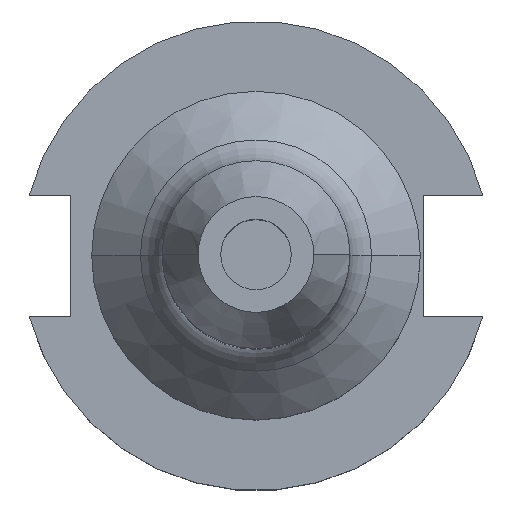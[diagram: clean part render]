
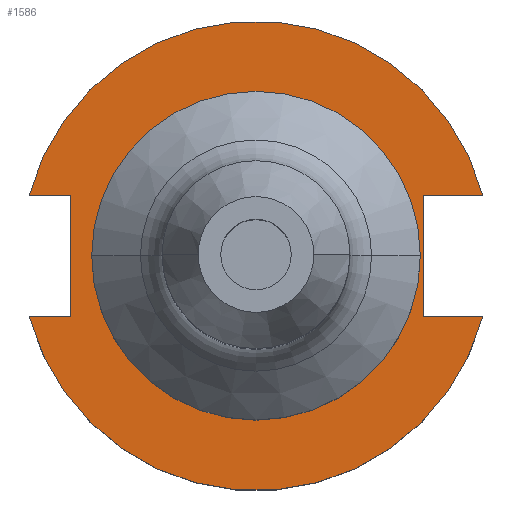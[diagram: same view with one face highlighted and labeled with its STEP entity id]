
A CAD part, top view. The second image highlights one B-rep face of the part: STEP entity #1586.
In plain terms, the highlighted planar face has unit normal (0, 0, 1).
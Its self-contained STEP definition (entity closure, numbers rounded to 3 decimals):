
#15 = CARTESIAN_POINT ( 'NONE',  ( 0., 22.225, 19.05 ) ) ;
#27 = CARTESIAN_POINT ( 'NONE',  ( 30.675, -8.191, 19.05 ) ) ;
#40 = LINE ( 'NONE', #1381, #1357 ) ;
#53 = AXIS2_PLACEMENT_3D ( 'NONE', #120, #739, #1245 ) ;
#79 = CARTESIAN_POINT ( 'NONE',  ( -22.225, 0., 19.05 ) ) ;
#96 = CARTESIAN_POINT ( 'NONE',  ( -30.675, -8.191, 19.05 ) ) ;
#101 = EDGE_CURVE ( 'NONE', #1524, #840, #524, .T. ) ;
#108 = DIRECTION ( 'NONE',  ( 0., -1., 0. ) ) ;
#115 = CARTESIAN_POINT ( 'NONE',  ( 0., 8.191, 19.05 ) ) ;
#116 = CARTESIAN_POINT ( 'NONE',  ( 22.606, 8.191, 19.05 ) ) ;
#120 = CARTESIAN_POINT ( 'NONE',  ( 0., 0., 19.05 ) ) ;
#148 = CARTESIAN_POINT ( 'NONE',  ( 22.606, -8.191, 19.05 ) ) ;
#150 = VECTOR ( 'NONE', #303, 1000. ) ;
#165 = LINE ( 'NONE', #1224, #1419 ) ;
#167 = ORIENTED_EDGE ( 'NONE', *, *, #361, .T. ) ;
#178 = VERTEX_POINT ( 'NONE', #79 ) ;
#204 = ORIENTED_EDGE ( 'NONE', *, *, #1501, .F. ) ;
#208 = CIRCLE ( 'NONE', #1488, 31.75 ) ;
#214 = DIRECTION ( 'NONE',  ( 0., 1., 0. ) ) ;
#251 = CARTESIAN_POINT ( 'NONE',  ( -30.675, 8.191, 19.05 ) ) ;
#252 = DIRECTION ( 'NONE',  ( 1., 0., 0. ) ) ;
#256 = ORIENTED_EDGE ( 'NONE', *, *, #945, .F. ) ;
#270 = ORIENTED_EDGE ( 'NONE', *, *, #1444, .T. ) ;
#303 = DIRECTION ( 'NONE',  ( 1., 0., 0. ) ) ;
#322 = AXIS2_PLACEMENT_3D ( 'NONE', #15, #1033, #1507 ) ;
#361 = EDGE_CURVE ( 'NONE', #1341, #1594, #1217, .T. ) ;
#397 = LINE ( 'NONE', #1508, #1396 ) ;
#429 = CIRCLE ( 'NONE', #53, 22.225 ) ;
#436 = ORIENTED_EDGE ( 'NONE', *, *, #1307, .T. ) ;
#513 = VECTOR ( 'NONE', #252, 1000. ) ;
#516 = EDGE_CURVE ( 'NONE', #537, #1594, #397, .T. ) ;
#524 = LINE ( 'NONE', #1562, #150 ) ;
#537 = VERTEX_POINT ( 'NONE', #148 ) ;
#580 = FACE_BOUND ( 'NONE', #1215, .T. ) ;
#584 = DIRECTION ( 'NONE',  ( 1., 0., 0. ) ) ;
#601 = VERTEX_POINT ( 'NONE', #1177 ) ;
#608 = DIRECTION ( 'NONE',  ( 0., 0., 1. ) ) ;
#629 = DIRECTION ( 'NONE',  ( -1., 0., 0. ) ) ;
#633 = CARTESIAN_POINT ( 'NONE',  ( -61.091, -8.191, 19.05 ) ) ;
#701 = FACE_OUTER_BOUND ( 'NONE', #1010, .T. ) ;
#739 = DIRECTION ( 'NONE',  ( 0., 0., 1. ) ) ;
#759 = LINE ( 'NONE', #115, #1348 ) ;
#760 = DIRECTION ( 'NONE',  ( 1., 0., 0. ) ) ;
#826 = CARTESIAN_POINT ( 'NONE',  ( 0., 0., 19.05 ) ) ;
#838 = ORIENTED_EDGE ( 'NONE', *, *, #1216, .F. ) ;
#840 = VERTEX_POINT ( 'NONE', #1458 ) ;
#856 = ORIENTED_EDGE ( 'NONE', *, *, #940, .T. ) ;
#872 = ORIENTED_EDGE ( 'NONE', *, *, #516, .F. ) ;
#889 = DIRECTION ( 'NONE',  ( 0., 0., 1. ) ) ;
#897 = CIRCLE ( 'NONE', #1234, 22.225 ) ;
#940 = EDGE_CURVE ( 'NONE', #840, #1423, #40, .T. ) ;
#945 = EDGE_CURVE ( 'NONE', #178, #601, #429, .T. ) ;
#951 = CARTESIAN_POINT ( 'NONE',  ( 30.675, 8.191, 19.05 ) ) ;
#952 = EDGE_CURVE ( 'NONE', #1341, #1423, #1335, .T. ) ;
#957 = DIRECTION ( 'NONE',  ( 0., 0., 1. ) ) ;
#959 = AXIS2_PLACEMENT_3D ( 'NONE', #1354, #608, #1601 ) ;
#994 = VERTEX_POINT ( 'NONE', #116 ) ;
#1010 = EDGE_LOOP ( 'NONE', ( #856, #1602, #167, #872, #436, #204, #270, #1148 ) ) ;
#1033 = DIRECTION ( 'NONE',  ( 0., 0., -1. ) ) ;
#1126 = DIRECTION ( 'NONE',  ( 1., 0., 0. ) ) ;
#1141 = PLANE ( 'NONE',  #322 ) ;
#1148 = ORIENTED_EDGE ( 'NONE', *, *, #101, .T. ) ;
#1177 = CARTESIAN_POINT ( 'NONE',  ( 22.225, 0., 19.05 ) ) ;
#1206 = VERTEX_POINT ( 'NONE', #951 ) ;
#1215 = EDGE_LOOP ( 'NONE', ( #838, #256 ) ) ;
#1216 = EDGE_CURVE ( 'NONE', #601, #178, #897, .T. ) ;
#1217 = CIRCLE ( 'NONE', #959, 31.75 ) ;
#1224 = CARTESIAN_POINT ( 'NONE',  ( 22.606, 22.225, 19.05 ) ) ;
#1234 = AXIS2_PLACEMENT_3D ( 'NONE', #826, #957, #584 ) ;
#1245 = DIRECTION ( 'NONE',  ( 1., 0., 0. ) ) ;
#1307 = EDGE_CURVE ( 'NONE', #537, #994, #165, .T. ) ;
#1335 = LINE ( 'NONE', #633, #513 ) ;
#1341 = VERTEX_POINT ( 'NONE', #96 ) ;
#1348 = VECTOR ( 'NONE', #629, 1000. ) ;
#1354 = CARTESIAN_POINT ( 'NONE',  ( 0., 0., 19.05 ) ) ;
#1357 = VECTOR ( 'NONE', #108, 1000. ) ;
#1360 = CARTESIAN_POINT ( 'NONE',  ( -25.091, -8.191, 19.05 ) ) ;
#1381 = CARTESIAN_POINT ( 'NONE',  ( -25.091, 8.191, 19.05 ) ) ;
#1396 = VECTOR ( 'NONE', #760, 1000. ) ;
#1419 = VECTOR ( 'NONE', #214, 1000. ) ;
#1423 = VERTEX_POINT ( 'NONE', #1360 ) ;
#1444 = EDGE_CURVE ( 'NONE', #1206, #1524, #208, .T. ) ;
#1458 = CARTESIAN_POINT ( 'NONE',  ( -25.091, 8.191, 19.05 ) ) ;
#1488 = AXIS2_PLACEMENT_3D ( 'NONE', #1624, #889, #1126 ) ;
#1501 = EDGE_CURVE ( 'NONE', #1206, #994, #759, .T. ) ;
#1507 = DIRECTION ( 'NONE',  ( -1., 0., 0. ) ) ;
#1508 = CARTESIAN_POINT ( 'NONE',  ( 0., -8.191, 19.05 ) ) ;
#1524 = VERTEX_POINT ( 'NONE', #251 ) ;
#1562 = CARTESIAN_POINT ( 'NONE',  ( -61.091, 8.191, 19.05 ) ) ;
#1586 = ADVANCED_FACE ( 'NONE', ( #580, #701 ), #1141, .F. ) ;
#1594 = VERTEX_POINT ( 'NONE', #27 ) ;
#1601 = DIRECTION ( 'NONE',  ( 1., 0., 0. ) ) ;
#1602 = ORIENTED_EDGE ( 'NONE', *, *, #952, .F. ) ;
#1624 = CARTESIAN_POINT ( 'NONE',  ( 0., 0., 19.05 ) ) ;
